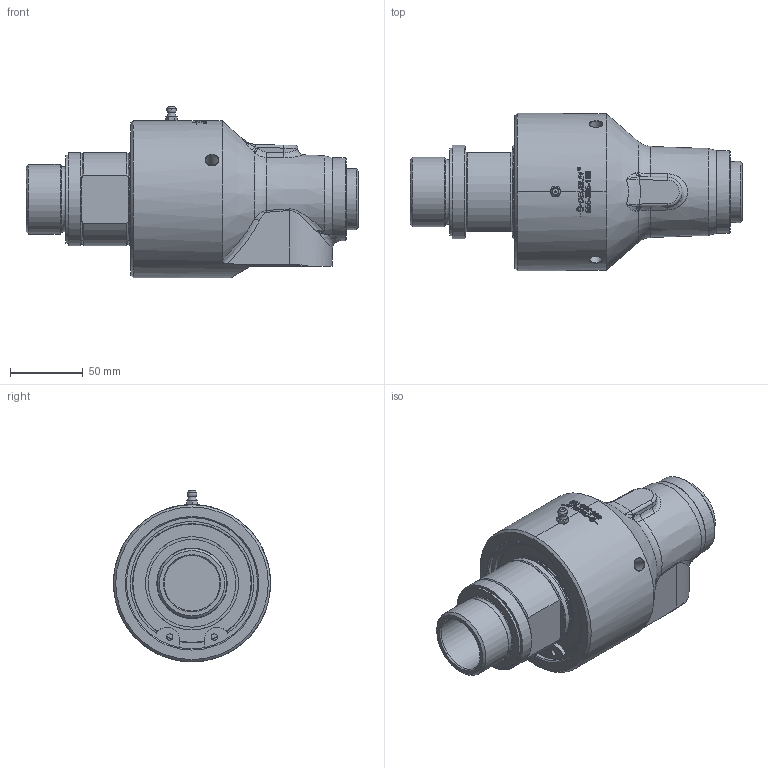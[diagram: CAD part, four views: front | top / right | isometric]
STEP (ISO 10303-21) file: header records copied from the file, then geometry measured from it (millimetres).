
FILE_DESCRIPTION(/* description */ (''),/* implementation_level */ '2;1');
FILE_NAME(/* name */ '555-385-199-IC.stp',/* time_stamp */ '2020-05-20T14:06:17-05:00',/* author */ ('GALINDOLM'),/* organization */ (''),/* preprocessor_version */ 'ST-DEVELOPER v18',/* originating_system */ 'Autodesk Inventor 2020',/* authorisation */ '');
FILE_SCHEMA (('AUTOMOTIVE_DESIGN { 1 0 10303 214 3 1 1 }'));
Length unit declared in the file: millimetre
Products named in the file (1): 555-385-199-IC
Bounding box: 228 x 108 x 117.99 mm (x, y, z)
Volume: 943237.8 mm3; surface area: 103819.9 mm2
Topology: 1 solids, 7 shells, 553 faces, 1494 edges, 993 vertices
Faces by surface type: plane 250, bspline 174, cylinder 82, cone 32, torus 13, sphere 2
Full cylindrical faces by diameter (mm): 3 x1, 3.12 x2, 3.2 x1, 4.361 x2, 8.6 x3, 22.5 x1, 38.1 x1, 44.845 x1, 47.803 x1, 48.4 x1, 49.4 x1, 56.25 x1, 57 x1, 60.3 x1, 63.3 x1, 64 x2, 81.2 x1, 81.7 x1, 90.07 x1, 97.2 x1
Entity records: 24180 total; most frequent: CARTESIAN_POINT 10729, ORIENTED_EDGE 2972, DIRECTION 2445, EDGE_CURVE 1486, VERTEX_POINT 993, AXIS2_PLACEMENT_3D 980, EDGE_LOOP 609, FACE_OUTER_BOUND 553
